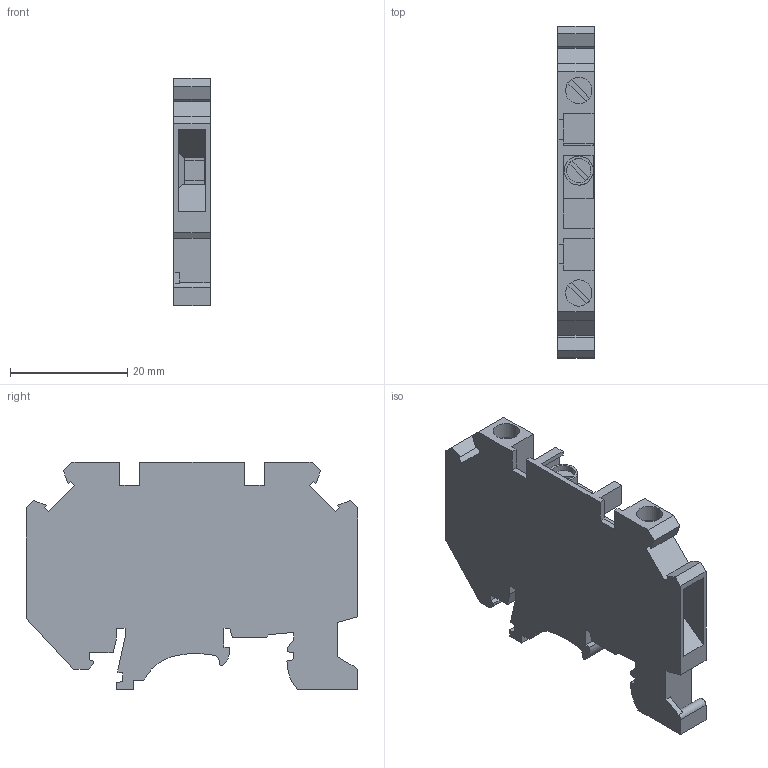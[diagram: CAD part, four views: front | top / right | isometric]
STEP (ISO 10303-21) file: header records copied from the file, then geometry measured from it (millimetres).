
FILE_DESCRIPTION(('Creo Elements/Direct Modeling STEP Export'),'2;1');
FILE_NAME('model.stp','2020-11-16T13:30:25',(''),(''),'Creo Elements/Direct Modeling STEP processor for AP214 (Solid Model)','Creo Elements/Direct Modeling 20.1A 29-Sep-2018 (C) Parametric Technology GmbH','');
FILE_SCHEMA(('AUTOMOTIVE_DESIGN { 1 0 10303 214 1 1 1 1 }'));
Length unit declared in the file: millimetre
Products named in the file (2): URTK_SS-select
Assembly tree (1 placements, depth 2):
  URTK_SS-select
    URTK_SS-select
Bounding box: 6.15 x 56.5 x 38.8 mm (x, y, z)
Volume: 9066 mm3; surface area: 5972.5 mm2
Topology: 1 solids, 1 shells, 165 faces, 473 edges, 315 vertices
Faces by surface type: plane 150, cylinder 15
Entity records: 6490 total; most frequent: ORIENTED_EDGE 946, CARTESIAN_POINT 912, DIRECTION 782, EDGE_CURVE 473, VECTOR 412, LINE 412, VERTEX_POINT 315, AXIS2_PLACEMENT_3D 185
